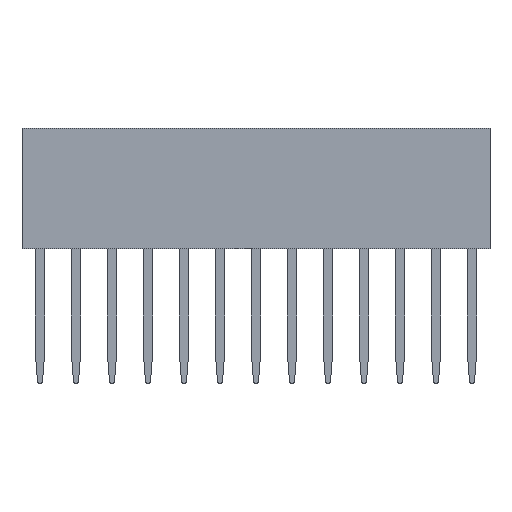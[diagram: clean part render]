
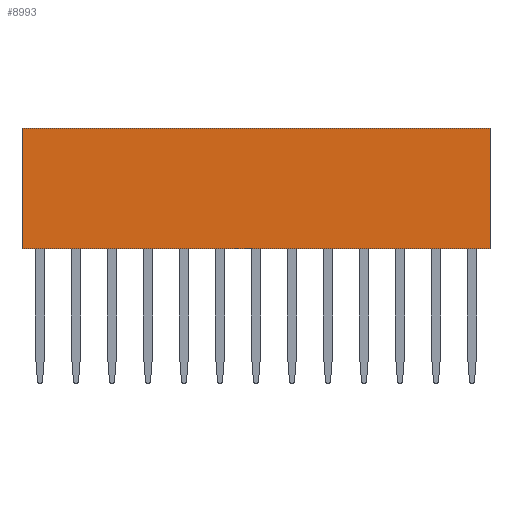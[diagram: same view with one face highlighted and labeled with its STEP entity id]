
A CAD part, front view. The second image highlights one B-rep face of the part: STEP entity #8993.
In plain terms, the highlighted planar face has unit normal (0, -1, 0).
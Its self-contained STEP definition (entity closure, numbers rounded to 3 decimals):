
#49 = ORIENTED_EDGE ( 'NONE', *, *, #10991, .T. ) ;
#346 = DIRECTION ( 'NONE',  ( 0., 0., -1. ) ) ;
#866 = CARTESIAN_POINT ( 'NONE',  ( -35.619, 14.486, 0. ) ) ;
#902 = VERTEX_POINT ( 'NONE', #1325 ) ;
#1237 = EDGE_CURVE ( 'NONE', #3564, #902, #8303, .T. ) ;
#1325 = CARTESIAN_POINT ( 'NONE',  ( -35.619, 14.486, 8.5 ) ) ;
#1841 = AXIS2_PLACEMENT_3D ( 'NONE', #7257, #9344, #3250 ) ;
#2919 = VECTOR ( 'NONE', #10216, 1000. ) ;
#2943 = VERTEX_POINT ( 'NONE', #9072 ) ;
#3032 = ORIENTED_EDGE ( 'NONE', *, *, #11220, .T. ) ;
#3250 = DIRECTION ( 'NONE',  ( 0., 0., 1. ) ) ;
#3564 = VERTEX_POINT ( 'NONE', #12415 ) ;
#3714 = DIRECTION ( 'NONE',  ( 0., 0., -1. ) ) ;
#3984 = CARTESIAN_POINT ( 'NONE',  ( -68.639, 14.486, 8.5 ) ) ;
#4935 = DIRECTION ( 'NONE',  ( 1., 0., 0. ) ) ;
#5885 = VECTOR ( 'NONE', #4935, 1000. ) ;
#6107 = ORIENTED_EDGE ( 'NONE', *, *, #9071, .F. ) ;
#6120 = VECTOR ( 'NONE', #346, 1000. ) ;
#7257 = CARTESIAN_POINT ( 'NONE',  ( -68.639, 14.486, 8.5 ) ) ;
#8160 = CARTESIAN_POINT ( 'NONE',  ( -68.639, 14.486, 0. ) ) ;
#8167 = VECTOR ( 'NONE', #3714, 1000. ) ;
#8295 = PLANE ( 'NONE',  #1841 ) ;
#8303 = LINE ( 'NONE', #3984, #5885 ) ;
#8576 = EDGE_LOOP ( 'NONE', ( #3032, #6107, #11832, #49 ) ) ;
#8993 = ADVANCED_FACE ( 'NONE', ( #12211 ), #8295, .F. ) ;
#9071 = EDGE_CURVE ( 'NONE', #902, #11966, #11559, .T. ) ;
#9072 = CARTESIAN_POINT ( 'NONE',  ( -68.639, 14.486, 0. ) ) ;
#9344 = DIRECTION ( 'NONE',  ( 0., 1., 0. ) ) ;
#9861 = CARTESIAN_POINT ( 'NONE',  ( -68.639, 14.486, 8.5 ) ) ;
#10216 = DIRECTION ( 'NONE',  ( 1., 0., 0. ) ) ;
#10991 = EDGE_CURVE ( 'NONE', #3564, #2943, #11225, .T. ) ;
#11040 = LINE ( 'NONE', #8160, #2919 ) ;
#11220 = EDGE_CURVE ( 'NONE', #2943, #11966, #11040, .T. ) ;
#11225 = LINE ( 'NONE', #9861, #8167 ) ;
#11559 = LINE ( 'NONE', #12499, #6120 ) ;
#11832 = ORIENTED_EDGE ( 'NONE', *, *, #1237, .F. ) ;
#11966 = VERTEX_POINT ( 'NONE', #866 ) ;
#12211 = FACE_OUTER_BOUND ( 'NONE', #8576, .T. ) ;
#12415 = CARTESIAN_POINT ( 'NONE',  ( -68.639, 14.486, 8.5 ) ) ;
#12499 = CARTESIAN_POINT ( 'NONE',  ( -35.619, 14.486, 8.5 ) ) ;
